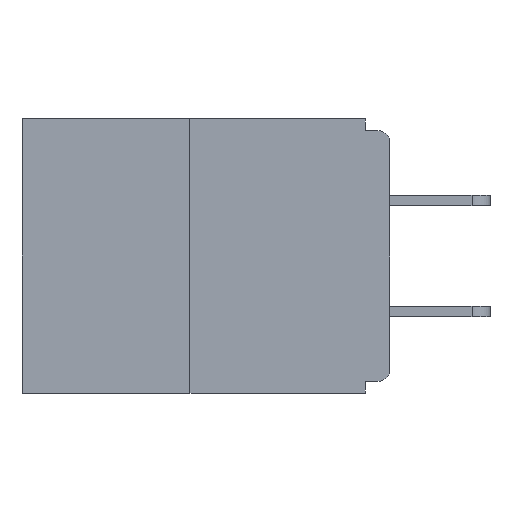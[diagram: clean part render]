
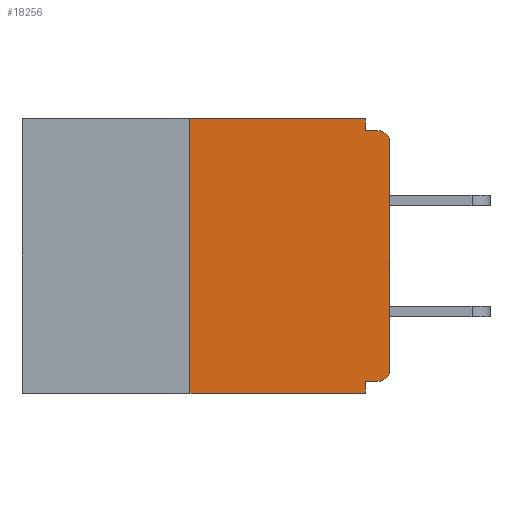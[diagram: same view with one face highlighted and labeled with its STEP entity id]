
A CAD part, left-side view. The second image highlights one B-rep face of the part: STEP entity #18256.
In plain terms, the highlighted planar face has unit normal (-1, 0, 0).
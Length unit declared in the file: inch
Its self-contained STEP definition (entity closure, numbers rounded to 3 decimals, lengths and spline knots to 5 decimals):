
#482 = EDGE_CURVE ( 'NONE', #19371, #14450, #17686, .T. ) ;
#690 = CARTESIAN_POINT ( 'NONE',  ( 0., 0., -0.015 ) ) ;
#824 = ORIENTED_EDGE ( 'NONE', *, *, #10250, .T. ) ;
#831 = DIRECTION ( 'NONE',  ( 0., 0., -1. ) ) ;
#1461 = VERTEX_POINT ( 'NONE', #25109 ) ;
#1629 = CARTESIAN_POINT ( 'NONE',  ( 0., 0.015, -0.015 ) ) ;
#1651 = CARTESIAN_POINT ( 'NONE',  ( 0., 0.031, -0.015 ) ) ;
#1883 = ORIENTED_EDGE ( 'NONE', *, *, #10870, .F. ) ;
#1952 = VERTEX_POINT ( 'NONE', #7989 ) ;
#2056 = CARTESIAN_POINT ( 'NONE',  ( 0., 0., 0. ) ) ;
#2925 = VERTEX_POINT ( 'NONE', #26026 ) ;
#3240 = ORIENTED_EDGE ( 'NONE', *, *, #12402, .F. ) ;
#3621 = ORIENTED_EDGE ( 'NONE', *, *, #12649, .F. ) ;
#3857 = CARTESIAN_POINT ( 'NONE',  ( 0., 0.031, 0. ) ) ;
#3936 = DIRECTION ( 'NONE',  ( 0., 0., -1. ) ) ;
#4815 = ORIENTED_EDGE ( 'NONE', *, *, #23749, .T. ) ;
#5478 = CARTESIAN_POINT ( 'NONE',  ( 0., 0.25, 0. ) ) ;
#6695 = CIRCLE ( 'NONE', #18407, 0.015 ) ;
#6851 = DIRECTION ( 'NONE',  ( 0., 0., 1. ) ) ;
#7228 = VECTOR ( 'NONE', #26146, 39.37008 ) ;
#7432 = ORIENTED_EDGE ( 'NONE', *, *, #23272, .F. ) ;
#7530 = CARTESIAN_POINT ( 'NONE',  ( 0., 0.25, -0.343 ) ) ;
#7605 = CARTESIAN_POINT ( 'NONE',  ( 0., 0.015, -0.03 ) ) ;
#7989 = CARTESIAN_POINT ( 'NONE',  ( 0., 0.031, -0.328 ) ) ;
#8077 = PLANE ( 'NONE',  #22807 ) ;
#8654 = DIRECTION ( 'NONE',  ( 0., -1., 0. ) ) ;
#8672 = VECTOR ( 'NONE', #12922, 39.37008 ) ;
#8845 = VECTOR ( 'NONE', #11037, 39.37008 ) ;
#9515 = CARTESIAN_POINT ( 'NONE',  ( 0., 0.015, -0.328 ) ) ;
#9814 = CARTESIAN_POINT ( 'NONE',  ( 0., 0.46, -0.343 ) ) ;
#9908 = DIRECTION ( 'NONE',  ( -1., 0., 0. ) ) ;
#9916 = VECTOR ( 'NONE', #18301, 39.37008 ) ;
#10088 = LINE ( 'NONE', #3857, #8672 ) ;
#10250 = EDGE_CURVE ( 'NONE', #22445, #22537, #21071, .T. ) ;
#10417 = LINE ( 'NONE', #690, #19303 ) ;
#10550 = VERTEX_POINT ( 'NONE', #7530 ) ;
#10870 = EDGE_CURVE ( 'NONE', #10550, #19371, #27772, .T. ) ;
#11037 = DIRECTION ( 'NONE',  ( 0., 0., -1. ) ) ;
#11130 = LINE ( 'NONE', #9814, #21762 ) ;
#11235 = VERTEX_POINT ( 'NONE', #1629 ) ;
#11836 = VERTEX_POINT ( 'NONE', #1651 ) ;
#12210 = DIRECTION ( 'NONE',  ( 0., -1., 0. ) ) ;
#12389 = LINE ( 'NONE', #26691, #8845 ) ;
#12402 = EDGE_CURVE ( 'NONE', #22445, #1952, #25129, .T. ) ;
#12649 = EDGE_CURVE ( 'NONE', #1952, #2925, #12389, .T. ) ;
#12922 = DIRECTION ( 'NONE',  ( 0., 0., -1. ) ) ;
#13322 = EDGE_CURVE ( 'NONE', #1461, #11235, #6695, .T. ) ;
#13727 = CARTESIAN_POINT ( 'NONE',  ( 0., 0., -0.328 ) ) ;
#14146 = ORIENTED_EDGE ( 'NONE', *, *, #13322, .T. ) ;
#14251 = DIRECTION ( 'NONE',  ( 0., 0., -1. ) ) ;
#14450 = VERTEX_POINT ( 'NONE', #16969 ) ;
#15364 = VECTOR ( 'NONE', #6851, 39.37008 ) ;
#15587 = CARTESIAN_POINT ( 'NONE',  ( 0., 0.46, 0. ) ) ;
#15891 = EDGE_CURVE ( 'NONE', #14450, #11836, #10088, .T. ) ;
#16381 = ORIENTED_EDGE ( 'NONE', *, *, #15891, .F. ) ;
#16628 = CARTESIAN_POINT ( 'NONE',  ( 0., 0.25, 0. ) ) ;
#16883 = ORIENTED_EDGE ( 'NONE', *, *, #26893, .T. ) ;
#16969 = CARTESIAN_POINT ( 'NONE',  ( 0., 0.031, 0. ) ) ;
#17428 = FACE_OUTER_BOUND ( 'NONE', #20433, .T. ) ;
#17686 = LINE ( 'NONE', #15587, #28311 ) ;
#18256 = ADVANCED_FACE ( 'NONE', ( #17428 ), #8077, .F. ) ;
#18301 = DIRECTION ( 'NONE',  ( 0., 1., 0. ) ) ;
#18407 = AXIS2_PLACEMENT_3D ( 'NONE', #7605, #20979, #831 ) ;
#18621 = ORIENTED_EDGE ( 'NONE', *, *, #482, .F. ) ;
#19303 = VECTOR ( 'NONE', #12210, 39.37008 ) ;
#19371 = VERTEX_POINT ( 'NONE', #16628 ) ;
#20433 = EDGE_LOOP ( 'NONE', ( #18621, #1883, #16883, #3621, #3240, #824, #4815, #14146, #7432, #16381 ) ) ;
#20979 = DIRECTION ( 'NONE',  ( -1., 0., 0. ) ) ;
#21071 = CIRCLE ( 'NONE', #22522, 0.015 ) ;
#21762 = VECTOR ( 'NONE', #27842, 39.37008 ) ;
#21940 = CARTESIAN_POINT ( 'NONE',  ( 0., 0.46, 0. ) ) ;
#22445 = VERTEX_POINT ( 'NONE', #9515 ) ;
#22522 = AXIS2_PLACEMENT_3D ( 'NONE', #23559, #9908, #14251 ) ;
#22537 = VERTEX_POINT ( 'NONE', #25762 ) ;
#22807 = AXIS2_PLACEMENT_3D ( 'NONE', #21940, #24161, #3936 ) ;
#23272 = EDGE_CURVE ( 'NONE', #11836, #11235, #10417, .T. ) ;
#23559 = CARTESIAN_POINT ( 'NONE',  ( 0., 0.015, -0.313 ) ) ;
#23749 = EDGE_CURVE ( 'NONE', #22537, #1461, #24538, .T. ) ;
#24161 = DIRECTION ( 'NONE',  ( 1., 0., 0. ) ) ;
#24538 = LINE ( 'NONE', #2056, #15364 ) ;
#25109 = CARTESIAN_POINT ( 'NONE',  ( 0., 0., -0.03 ) ) ;
#25129 = LINE ( 'NONE', #13727, #9916 ) ;
#25762 = CARTESIAN_POINT ( 'NONE',  ( 0., 0., -0.313 ) ) ;
#26026 = CARTESIAN_POINT ( 'NONE',  ( 0., 0.031, -0.343 ) ) ;
#26146 = DIRECTION ( 'NONE',  ( 0., 0., 1. ) ) ;
#26691 = CARTESIAN_POINT ( 'NONE',  ( 0., 0.031, -0.343 ) ) ;
#26893 = EDGE_CURVE ( 'NONE', #10550, #2925, #11130, .T. ) ;
#27772 = LINE ( 'NONE', #5478, #7228 ) ;
#27842 = DIRECTION ( 'NONE',  ( 0., -1., 0. ) ) ;
#28311 = VECTOR ( 'NONE', #8654, 39.37008 ) ;
